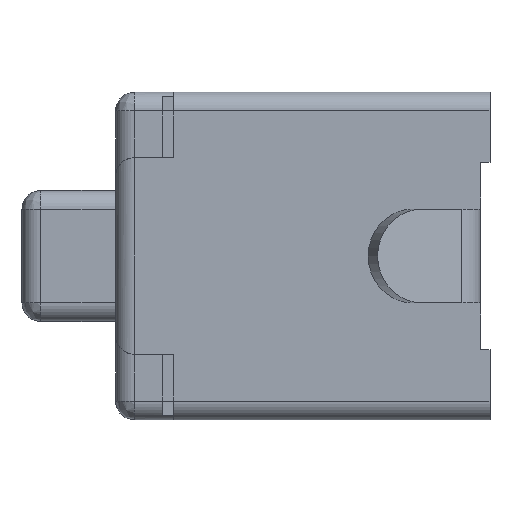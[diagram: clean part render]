
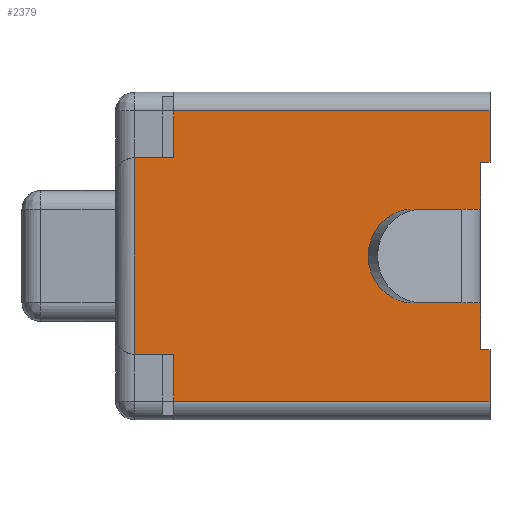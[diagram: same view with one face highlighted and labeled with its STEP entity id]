
A CAD part, left-side view. The second image highlights one B-rep face of the part: STEP entity #2379.
In plain terms, the highlighted planar face has unit normal (-1, 0, 0).
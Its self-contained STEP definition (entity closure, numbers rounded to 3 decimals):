
#145 = CARTESIAN_POINT ( 'NONE',  ( -3., 3.8, -0.75 ) ) ;
#250 = CARTESIAN_POINT ( 'NONE',  ( -3., 3.8, -2.85 ) ) ;
#265 = CARTESIAN_POINT ( 'NONE',  ( -3., 0., -0.25 ) ) ;
#270 = CARTESIAN_POINT ( 'NONE',  ( -3., 0., -0.8 ) ) ;
#277 = CARTESIAN_POINT ( 'NONE',  ( -3., 0.1, -2.3 ) ) ;
#286 = CARTESIAN_POINT ( 'NONE',  ( -3., 0.1, -1.3 ) ) ;
#299 = CARTESIAN_POINT ( 'NONE',  ( -3., 3.38, -0.25 ) ) ;
#302 = CARTESIAN_POINT ( 'NONE',  ( -3., 0.4, -2.3 ) ) ;
#310 = CARTESIAN_POINT ( 'NONE',  ( -3., 3.38, -0.75 ) ) ;
#312 = CARTESIAN_POINT ( 'NONE',  ( -3., 0.4, -1.3 ) ) ;
#330 = CARTESIAN_POINT ( 'NONE',  ( -3., 0.1, -0.8 ) ) ;
#331 = CARTESIAN_POINT ( 'NONE',  ( -3., 0.1, -2.8 ) ) ;
#332 = CARTESIAN_POINT ( 'NONE',  ( -3., 0., -2.8 ) ) ;
#333 = CARTESIAN_POINT ( 'NONE',  ( -3., 0., -3.35 ) ) ;
#334 = CARTESIAN_POINT ( 'NONE',  ( -3., 3.38, -3.35 ) ) ;
#335 = CARTESIAN_POINT ( 'NONE',  ( -3., 3.38, -2.85 ) ) ;
#524 = DIRECTION ( 'NONE',  ( 0., 0., -1. ) ) ;
#525 = DIRECTION ( 'NONE',  ( 1., 0., 0. ) ) ;
#526 = CARTESIAN_POINT ( 'NONE',  ( -3., 0., -0.25 ) ) ;
#527 = PLANE ( 'NONE',  #3458 ) ;
#1019 = VERTEX_POINT ( 'NONE', #312 ) ;
#1044 = VERTEX_POINT ( 'NONE', #310 ) ;
#1146 = ORIENTED_EDGE ( 'NONE', *, *, #3871, .F. ) ;
#1148 = ORIENTED_EDGE ( 'NONE', *, *, #3917, .F. ) ;
#1149 = ORIENTED_EDGE ( 'NONE', *, *, #3913, .F. ) ;
#1219 = VERTEX_POINT ( 'NONE', #302 ) ;
#1325 = ORIENTED_EDGE ( 'NONE', *, *, #3904, .T. ) ;
#1327 = ORIENTED_EDGE ( 'NONE', *, *, #3903, .F. ) ;
#1328 = VERTEX_POINT ( 'NONE', #299 ) ;
#1330 = ORIENTED_EDGE ( 'NONE', *, *, #4009, .F. ) ;
#1331 = ORIENTED_EDGE ( 'NONE', *, *, #3946, .F. ) ;
#1335 = ORIENTED_EDGE ( 'NONE', *, *, #4010, .F. ) ;
#1341 = ORIENTED_EDGE ( 'NONE', *, *, #4015, .F. ) ;
#1344 = ORIENTED_EDGE ( 'NONE', *, *, #3902, .F. ) ;
#1350 = ORIENTED_EDGE ( 'NONE', *, *, #3901, .T. ) ;
#1354 = ORIENTED_EDGE ( 'NONE', *, *, #3900, .F. ) ;
#1364 = ORIENTED_EDGE ( 'NONE', *, *, #3899, .T. ) ;
#1370 = ORIENTED_EDGE ( 'NONE', *, *, #3897, .F. ) ;
#1381 = ORIENTED_EDGE ( 'NONE', *, *, #3898, .F. ) ;
#1391 = ORIENTED_EDGE ( 'NONE', *, *, #4018, .F. ) ;
#1468 = EDGE_LOOP ( 'NONE', ( #1391, #1370, #1381, #1364, #1354, #1350, #1344, #1341, #1331, #1335, #1327, #1325, #1330, #1148, #1149, #1146 ) ) ;
#1534 = VERTEX_POINT ( 'NONE', #286 ) ;
#1547 = VERTEX_POINT ( 'NONE', #277 ) ;
#1554 = VERTEX_POINT ( 'NONE', #270 ) ;
#1559 = VERTEX_POINT ( 'NONE', #265 ) ;
#1574 = VERTEX_POINT ( 'NONE', #250 ) ;
#1635 = VERTEX_POINT ( 'NONE', #145 ) ;
#1862 = CARTESIAN_POINT ( 'NONE',  ( -3., 1.9, -0.75 ) ) ;
#1863 = DIRECTION ( 'NONE',  ( 0., -1., 0. ) ) ;
#1944 = CARTESIAN_POINT ( 'NONE',  ( -3., 1.9, -2.85 ) ) ;
#1945 = DIRECTION ( 'NONE',  ( 0., 1., 0. ) ) ;
#1948 = CARTESIAN_POINT ( 'NONE',  ( -3., 3.38, -1.8 ) ) ;
#1949 = DIRECTION ( 'NONE',  ( 0., 0., 1. ) ) ;
#1951 = CARTESIAN_POINT ( 'NONE',  ( -3., 1.69, -3.35 ) ) ;
#1952 = DIRECTION ( 'NONE',  ( 0., -1., 0. ) ) ;
#1954 = CARTESIAN_POINT ( 'NONE',  ( -3., 0., -1.8 ) ) ;
#1955 = DIRECTION ( 'NONE',  ( 0., 0., -1. ) ) ;
#1956 = CARTESIAN_POINT ( 'NONE',  ( -3., 0.05, -2.8 ) ) ;
#1957 = DIRECTION ( 'NONE',  ( 0., 1., 0. ) ) ;
#1958 = CARTESIAN_POINT ( 'NONE',  ( -3., 0.1, -1.8 ) ) ;
#1959 = DIRECTION ( 'NONE',  ( 0., 0., -1. ) ) ;
#1961 = CARTESIAN_POINT ( 'NONE',  ( -3., 0.1, -1.8 ) ) ;
#1962 = DIRECTION ( 'NONE',  ( 0., 0., -1. ) ) ;
#1963 = CARTESIAN_POINT ( 'NONE',  ( -3., 0.05, -0.8 ) ) ;
#1964 = DIRECTION ( 'NONE',  ( 0., -1., 0. ) ) ;
#1996 = CARTESIAN_POINT ( 'NONE',  ( -3., 3.38, -1.8 ) ) ;
#1997 = DIRECTION ( 'NONE',  ( 0., 0., 1. ) ) ;
#2007 = CARTESIAN_POINT ( 'NONE',  ( -3., 1.9, -0.25 ) ) ;
#2008 = DIRECTION ( 'NONE',  ( 0., -1., 0. ) ) ;
#2155 = CARTESIAN_POINT ( 'NONE',  ( -3., 0.4, -1.8 ) ) ;
#2157 = DIRECTION ( 'NONE',  ( 0., 0., -1. ) ) ;
#2379 = ADVANCED_FACE ( 'NONE', ( #2882 ), #527, .F. ) ;
#2452 = VERTEX_POINT ( 'NONE', #335 ) ;
#2453 = VERTEX_POINT ( 'NONE', #334 ) ;
#2454 = VERTEX_POINT ( 'NONE', #333 ) ;
#2455 = VERTEX_POINT ( 'NONE', #332 ) ;
#2456 = VERTEX_POINT ( 'NONE', #331 ) ;
#2457 = VERTEX_POINT ( 'NONE', #330 ) ;
#2546 = LINE ( 'NONE', #2989, #3170 ) ;
#2548 = LINE ( 'NONE', #2998, #3176 ) ;
#2552 = LINE ( 'NONE', #3009, #3188 ) ;
#2553 = LINE ( 'NONE', #3011, #3190 ) ;
#2594 = LINE ( 'NONE', #2155, #3318 ) ;
#2630 = LINE ( 'NONE', #2007, #3353 ) ;
#2634 = LINE ( 'NONE', #1996, #3362 ) ;
#2641 = LINE ( 'NONE', #1963, #3376 ) ;
#2642 = LINE ( 'NONE', #1961, #3378 ) ;
#2643 = LINE ( 'NONE', #1958, #3379 ) ;
#2644 = LINE ( 'NONE', #1956, #3381 ) ;
#2645 = LINE ( 'NONE', #1954, #3384 ) ;
#2646 = LINE ( 'NONE', #1951, #3386 ) ;
#2647 = LINE ( 'NONE', #1948, #3387 ) ;
#2648 = LINE ( 'NONE', #1944, #3389 ) ;
#2671 = LINE ( 'NONE', #1862, #3453 ) ;
#2882 = FACE_OUTER_BOUND ( 'NONE', #1468, .T. ) ;
#2988 = DIRECTION ( 'NONE',  ( 0., 0., 1. ) ) ;
#2989 = CARTESIAN_POINT ( 'NONE',  ( -3., 3.8, -1.8 ) ) ;
#2997 = DIRECTION ( 'NONE',  ( 0., -1., 0. ) ) ;
#2998 = CARTESIAN_POINT ( 'NONE',  ( -3., 1.9, -2.3 ) ) ;
#3008 = DIRECTION ( 'NONE',  ( 0., 1., 0. ) ) ;
#3009 = CARTESIAN_POINT ( 'NONE',  ( -3., 1.9, -1.3 ) ) ;
#3010 = DIRECTION ( 'NONE',  ( 0., 0., -1. ) ) ;
#3011 = CARTESIAN_POINT ( 'NONE',  ( -3., 0., -1.8 ) ) ;
#3170 = VECTOR ( 'NONE', #2988, 1000. ) ;
#3176 = VECTOR ( 'NONE', #2997, 1000. ) ;
#3188 = VECTOR ( 'NONE', #3008, 1000. ) ;
#3190 = VECTOR ( 'NONE', #3010, 1000. ) ;
#3318 = VECTOR ( 'NONE', #2157, 1000. ) ;
#3353 = VECTOR ( 'NONE', #2008, 1000. ) ;
#3362 = VECTOR ( 'NONE', #1997, 1000. ) ;
#3376 = VECTOR ( 'NONE', #1964, 1000. ) ;
#3378 = VECTOR ( 'NONE', #1962, 1000. ) ;
#3379 = VECTOR ( 'NONE', #1959, 1000. ) ;
#3381 = VECTOR ( 'NONE', #1957, 1000. ) ;
#3384 = VECTOR ( 'NONE', #1955, 1000. ) ;
#3386 = VECTOR ( 'NONE', #1952, 1000. ) ;
#3387 = VECTOR ( 'NONE', #1949, 1000. ) ;
#3389 = VECTOR ( 'NONE', #1945, 1000. ) ;
#3453 = VECTOR ( 'NONE', #1863, 1000. ) ;
#3458 = AXIS2_PLACEMENT_3D ( 'NONE', #526, #525, #524 ) ;
#3871 = EDGE_CURVE ( 'NONE', #1635, #1044, #2671, .T. ) ;
#3897 = EDGE_CURVE ( 'NONE', #2452, #1574, #2648, .T. ) ;
#3898 = EDGE_CURVE ( 'NONE', #2453, #2452, #2647, .T. ) ;
#3899 = EDGE_CURVE ( 'NONE', #2453, #2454, #2646, .T. ) ;
#3900 = EDGE_CURVE ( 'NONE', #2455, #2454, #2645, .T. ) ;
#3901 = EDGE_CURVE ( 'NONE', #2455, #2456, #2644, .T. ) ;
#3902 = EDGE_CURVE ( 'NONE', #1547, #2456, #2643, .T. ) ;
#3903 = EDGE_CURVE ( 'NONE', #2457, #1534, #2642, .T. ) ;
#3904 = EDGE_CURVE ( 'NONE', #2457, #1554, #2641, .T. ) ;
#3913 = EDGE_CURVE ( 'NONE', #1044, #1328, #2634, .T. ) ;
#3917 = EDGE_CURVE ( 'NONE', #1328, #1559, #2630, .T. ) ;
#3946 = EDGE_CURVE ( 'NONE', #1019, #1219, #2594, .T. ) ;
#4009 = EDGE_CURVE ( 'NONE', #1559, #1554, #2553, .T. ) ;
#4010 = EDGE_CURVE ( 'NONE', #1534, #1019, #2552, .T. ) ;
#4015 = EDGE_CURVE ( 'NONE', #1219, #1547, #2548, .T. ) ;
#4018 = EDGE_CURVE ( 'NONE', #1574, #1635, #2546, .T. ) ;
